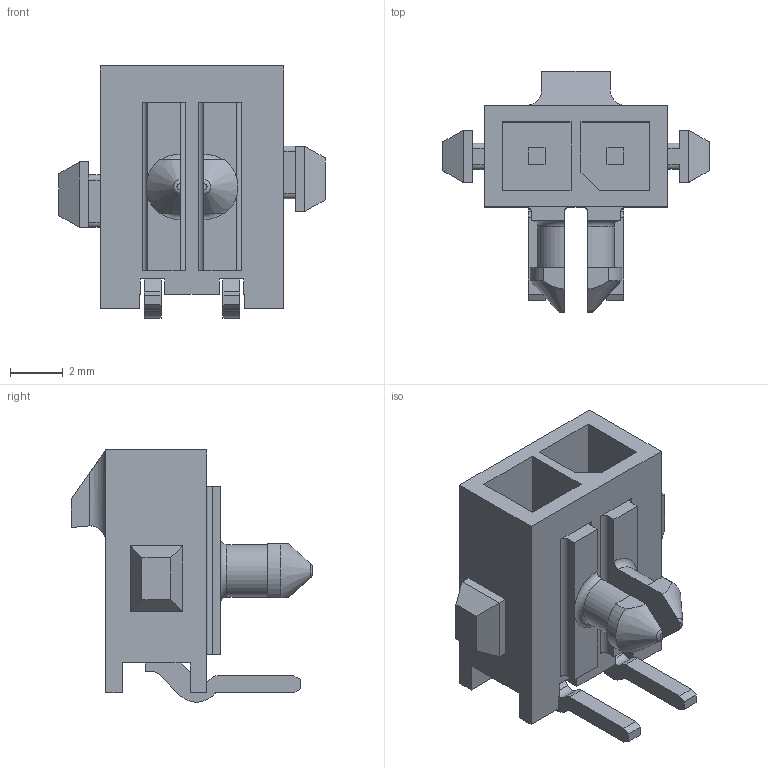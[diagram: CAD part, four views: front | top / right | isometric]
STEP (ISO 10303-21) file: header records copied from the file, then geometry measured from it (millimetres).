
FILE_DESCRIPTION((''),'2;1');
FILE_NAME('C-2-1445055-2','2010-12-23T',('workeradm'),('Tyco Electronics Ltd.'),'PRO/ENGINEER BY PARAMETRIC TECHNOLOGY CORPORATION, 2009300','PRO/ENGINEER BY PARAMETRIC TECHNOLOGY CORPORATION, 2009300','');
FILE_SCHEMA(('AUTOMOTIVE_DESIGN { 1 0 10303 214 1 1 1 1 }'));
Length unit declared in the file: millimetre
Products named in the file (1): C-2-1445055-2
Bounding box: 10.14 x 9.18 x 9.6 mm (x, y, z)
Volume: 184.8 mm3; surface area: 522.9 mm2
Topology: 1 solids, 1 shells, 167 faces, 453 edges, 298 vertices
Faces by surface type: plane 132, cylinder 29, cone 2, bspline 2, torus 2
Entity records: 5563 total; most frequent: CARTESIAN_POINT 1044, ORIENTED_EDGE 906, DIRECTION 845, EDGE_CURVE 453, VECTOR 375, LINE 375, VERTEX_POINT 298, AXIS2_PLACEMENT_3D 235
